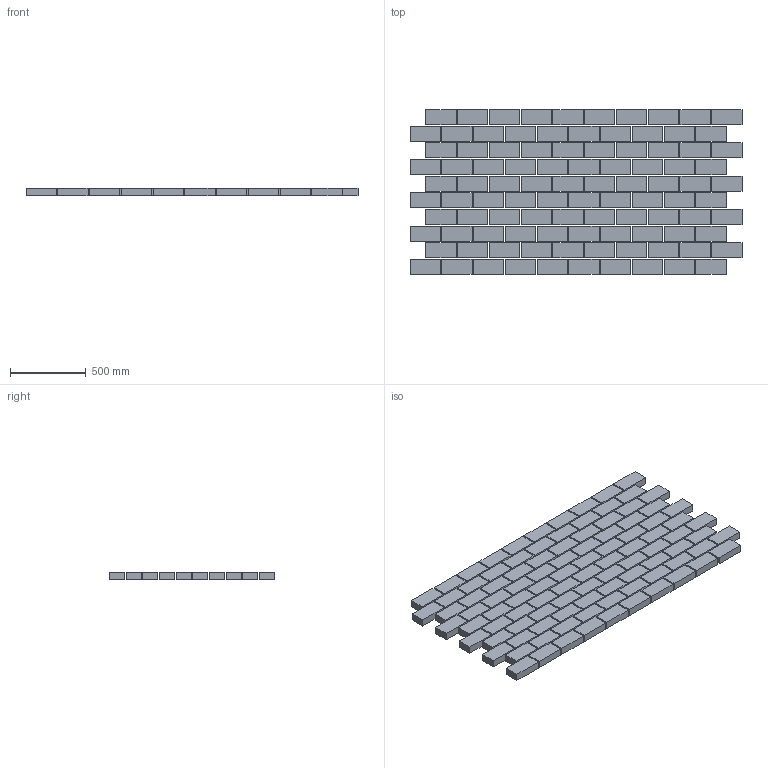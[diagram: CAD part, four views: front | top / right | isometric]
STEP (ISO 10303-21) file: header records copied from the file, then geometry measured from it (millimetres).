
FILE_DESCRIPTION(('Open CASCADE Model'),'2;1');
FILE_NAME('Open CASCADE Shape Model','2024-05-26T11:51:51',('Author'),( 'Open CASCADE'),'Open CASCADE STEP processor 7.7','Open CASCADE 7.7' ,'Unknown');
FILE_SCHEMA(('AUTOMOTIVE_DESIGN { 1 0 10303 214 1 1 1 1 }'));
Length unit declared in the file: millimetre
Products named in the file (101): Open CASCADE STEP translator 7.7 175; Open CASCADE STEP translator 7.7 175.1; Open CASCADE STEP translator 7.7 175.2; Open CASCADE STEP translator 7.7 175.3; Open CASCADE STEP translator 7.7 175.4; Open CASCADE STEP translator 7.7 175.5; Open CASCADE STEP translator 7.7 175.6; Open CASCADE STEP translator 7.7 175.7; Open CASCADE STEP translator 7.7 175.8; Open CASCADE STEP translator 7.7 175.9; Open CASCADE STEP translator 7.7 175.10; Open CASCADE STEP translator 7.7 175.11; Open CASCADE STEP translator 7.7 175.12; Open CASCADE STEP translator 7.7 175.13; Open CASCADE STEP translator 7.7 175.14; Open CASCADE STEP translator 7.7 175.15; Open CASCADE STEP translator 7.7 175.16; Open CASCADE STEP translator 7.7 175.17; Open CASCADE STEP translator 7.7 175.18; Open CASCADE STEP translator 7.7 175.19; Open CASCADE STEP translator 7.7 175.20; Open CASCADE STEP translator 7.7 175.21; Open CASCADE STEP translator 7.7 175.22; Open CASCADE STEP translator 7.7 175.23; Open CASCADE STEP translator 7.7 175.24; Open CASCADE STEP translator 7.7 175.25; Open CASCADE STEP translator 7.7 175.26; Open CASCADE STEP translator 7.7 175.27; Open CASCADE STEP translator 7.7 175.28; Open CASCADE STEP translator 7.7 175.29; Open CASCADE STEP translator 7.7 175.30; Open CASCADE STEP translator 7.7 175.31; Open CASCADE STEP translator 7.7 175.32; Open CASCADE STEP translator 7.7 175.33; Open CASCADE STEP translator 7.7 175.34; Open CASCADE STEP translator 7.7 175.35; Open CASCADE STEP translator 7.7 175.36; Open CASCADE STEP translator 7.7 175.37; Open CASCADE STEP translator 7.7 175.38; Open CASCADE STEP translator 7.7 175.39 ...
Assembly tree (100 placements, depth 2):
  Open CASCADE STEP translator 7.7 175
    Open CASCADE STEP translator 7.7 175.1
    Open CASCADE STEP translator 7.7 175.2
    Open CASCADE STEP translator 7.7 175.3
    Open CASCADE STEP translator 7.7 175.4
    Open CASCADE STEP translator 7.7 175.5
    Open CASCADE STEP translator 7.7 175.6
    Open CASCADE STEP translator 7.7 175.7
    Open CASCADE STEP translator 7.7 175.8
    Open CASCADE STEP translator 7.7 175.9
    Open CASCADE STEP translator 7.7 175.10
    Open CASCADE STEP translator 7.7 175.11
    Open CASCADE STEP translator 7.7 175.12
    Open CASCADE STEP translator 7.7 175.13
    Open CASCADE STEP translator 7.7 175.14
    Open CASCADE STEP translator 7.7 175.15
    Open CASCADE STEP translator 7.7 175.16
    Open CASCADE STEP translator 7.7 175.17
    Open CASCADE STEP translator 7.7 175.18
    Open CASCADE STEP translator 7.7 175.19
    Open CASCADE STEP translator 7.7 175.20
    Open CASCADE STEP translator 7.7 175.21
    Open CASCADE STEP translator 7.7 175.22
    Open CASCADE STEP translator 7.7 175.23
    Open CASCADE STEP translator 7.7 175.24
    Open CASCADE STEP translator 7.7 175.25
    Open CASCADE STEP translator 7.7 175.26
    Open CASCADE STEP translator 7.7 175.27
    Open CASCADE STEP translator 7.7 175.28
    Open CASCADE STEP translator 7.7 175.29
    Open CASCADE STEP translator 7.7 175.30
    Open CASCADE STEP translator 7.7 175.31
    Open CASCADE STEP translator 7.7 175.32
    Open CASCADE STEP translator 7.7 175.33
    Open CASCADE STEP translator 7.7 175.34
    Open CASCADE STEP translator 7.7 175.35
    Open CASCADE STEP translator 7.7 175.36
    Open CASCADE STEP translator 7.7 175.37
    Open CASCADE STEP translator 7.7 175.38
    Open CASCADE STEP translator 7.7 175.39
    Open CASCADE STEP translator 7.7 175.40
    Open CASCADE STEP translator 7.7 175.41
    Open CASCADE STEP translator 7.7 175.42
    Open CASCADE STEP translator 7.7 175.43
    Open CASCADE STEP translator 7.7 175.44
    Open CASCADE STEP translator 7.7 175.45
    Open CASCADE STEP translator 7.7 175.46
    Open CASCADE STEP translator 7.7 175.47
    Open CASCADE STEP translator 7.7 175.48
    Open CASCADE STEP translator 7.7 175.49
    Open CASCADE STEP translator 7.7 175.50
    Open CASCADE STEP translator 7.7 175.51
    Open CASCADE STEP translator 7.7 175.52
    Open CASCADE STEP translator 7.7 175.53
    Open CASCADE STEP translator 7.7 175.54
    Open CASCADE STEP translator 7.7 175.55
    Open CASCADE STEP translator 7.7 175.56
    Open CASCADE STEP translator 7.7 175.57
    Open CASCADE STEP translator 7.7 175.58
    Open CASCADE STEP translator 7.7 175.59
Bounding box: 2195 x 1090 x 50 mm (x, y, z)
Volume: 100000000 mm3; surface area: 7000000 mm2
Topology: 100 solids, 100 shells, 600 faces, 1200 edges, 800 vertices
Faces by surface type: plane 600
Entity records: 32416 total; most frequent: CARTESIAN_POINT 5101, DIRECTION 5002, LINE 3600, VECTOR 3600, ORIENTED_EDGE 2400, PCURVE 2400, DEFINITIONAL_REPRESENTATION 2400, EDGE_CURVE 1200
